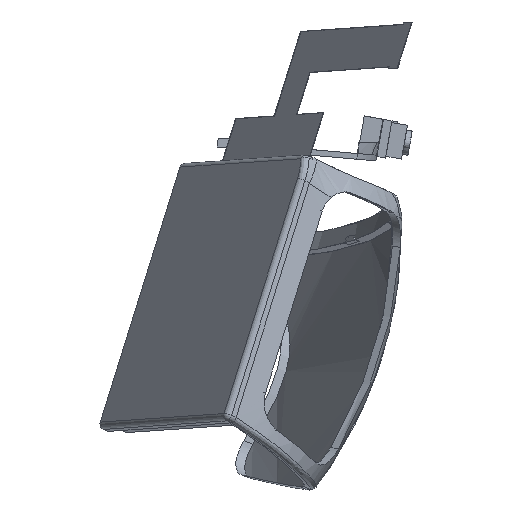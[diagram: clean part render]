
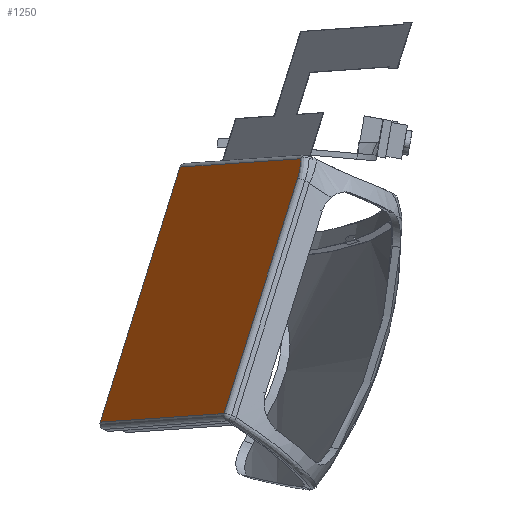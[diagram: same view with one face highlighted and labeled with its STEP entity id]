
A CAD part, left-side view. The second image highlights one B-rep face of the part: STEP entity #1250.
In plain terms, the highlighted planar face has unit normal (-0.453, 0.818, 0.354).
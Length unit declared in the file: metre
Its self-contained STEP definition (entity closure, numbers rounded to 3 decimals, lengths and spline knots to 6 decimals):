
#1250 = ADVANCED_FACE( '', ( #2195 ), #2196, .T. );
#2195 = FACE_OUTER_BOUND( '', #15369, .T. );
#2196 = PLANE( '', #15370 );
#15369 = EDGE_LOOP( '', ( #30357, #30358, #30359, #30360, #30361 ) );
#15370 = AXIS2_PLACEMENT_3D( '', #30362, #30363, #30364 );
#30357 = ORIENTED_EDGE( '', *, *, #31769, .T. );
#30358 = ORIENTED_EDGE( '', *, *, #31773, .F. );
#30359 = ORIENTED_EDGE( '', *, *, #31774, .F. );
#30360 = ORIENTED_EDGE( '', *, *, #31775, .F. );
#30361 = ORIENTED_EDGE( '', *, *, #31776, .F. );
#30362 = CARTESIAN_POINT( '', ( -0.07648, -0.051076, -0.003667 ) );
#30363 = DIRECTION( '', ( -0.453, 0.818, 0.354 ) );
#30364 = DIRECTION( '', ( 0.892, 0.416, 0.18 ) );
#31769 = EDGE_CURVE( '', #34250, #34248, #34251, .T. );
#31773 = EDGE_CURVE( '', #34256, #34248, #34257, .F. );
#31774 = EDGE_CURVE( '', #34258, #34256, #34259, .T. );
#31775 = EDGE_CURVE( '', #34260, #34258, #34261, .T. );
#31776 = EDGE_CURVE( '', #34250, #34260, #34262, .F. );
#34248 = VERTEX_POINT( '', #38124 );
#34250 = VERTEX_POINT( '', #38126 );
#34251 = LINE( '', #38127, #38128 );
#34256 = VERTEX_POINT( '', #38149 );
#34257 = LINE( '', #38150, #38151 );
#34258 = VERTEX_POINT( '', #38152 );
#34259 = LINE( '', #38153, #38154 );
#34260 = VERTEX_POINT( '', #38155 );
#34261 = B_SPLINE_CURVE_WITH_KNOTS( '', 3, ( #38156, #38157, #38158, #38159, #38160, #38161, #38162, #38163, #38164, #38165, #38166, #38167, #38168, #38169, #38170, #38171, #38172 ), .UNSPECIFIED., .F., .F., ( 4, 1, 1, 2, 2, 1, 1, 2, 1, 1, 1, 4 ), ( 0., 0.000748, 0.001497, 0.002245, 0.002338, 0.002432, 0.002619, 0.002993, 0.003741, 0.00449, 0.005238, 0.005986 ), .UNSPECIFIED. );
#34262 = LINE( '', #38173, #38174 );
#38124 = CARTESIAN_POINT( '', ( -0.05447, -0.023814, -0.038515 ) );
#38126 = CARTESIAN_POINT( '', ( -0.039805, -0.044862, 0.028866 ) );
#38127 = CARTESIAN_POINT( '', ( -0.047138, -0.034338, -0.004825 ) );
#38128 = VECTOR( '', #39175, 1. );
#38149 = CARTESIAN_POINT( '', ( -0.111852, -0.056546, -0.036251 ) );
#38150 = CARTESIAN_POINT( '', ( -0.083812, -0.040551, -0.037358 ) );
#38151 = VECTOR( '', #39180, 1. );
#38152 = CARTESIAN_POINT( '', ( -0.098342, -0.075937, 0.025824 ) );
#38153 = CARTESIAN_POINT( '', ( -0.112157, -0.056108, -0.037653 ) );
#38154 = VECTOR( '', #39181, 1. );
#38155 = CARTESIAN_POINT( '', ( -0.095792, -0.076799, 0.031075 ) );
#38156 = CARTESIAN_POINT( '', ( -0.095792, -0.076799, 0.031075 ) );
#38157 = CARTESIAN_POINT( '', ( -0.09595, -0.076802, 0.03088 ) );
#38158 = CARTESIAN_POINT( '', ( -0.096253, -0.076798, 0.030483 ) );
#38159 = CARTESIAN_POINT( '', ( -0.096672, -0.076761, 0.029863 ) );
#38160 = CARTESIAN_POINT( '', ( -0.096927, -0.076717, 0.029436 ) );
#38161 = CARTESIAN_POINT( '', ( -0.097063, -0.076687, 0.029191 ) );
#38162 = CARTESIAN_POINT( '', ( -0.097078, -0.076683, 0.029163 ) );
#38163 = CARTESIAN_POINT( '', ( -0.097108, -0.076676, 0.029109 ) );
#38164 = CARTESIAN_POINT( '', ( -0.097153, -0.076665, 0.029027 ) );
#38165 = CARTESIAN_POINT( '', ( -0.097254, -0.076638, 0.028835 ) );
#38166 = CARTESIAN_POINT( '', ( -0.097338, -0.076613, 0.028669 ) );
#38167 = CARTESIAN_POINT( '', ( -0.097498, -0.076558, 0.028337 ) );
#38168 = CARTESIAN_POINT( '', ( -0.097699, -0.076476, 0.027891 ) );
#38169 = CARTESIAN_POINT( '', ( -0.097957, -0.076325, 0.027212 ) );
#38170 = CARTESIAN_POINT( '', ( -0.098174, -0.076147, 0.026524 ) );
#38171 = CARTESIAN_POINT( '', ( -0.098291, -0.07601, 0.026058 ) );
#38172 = CARTESIAN_POINT( '', ( -0.098342, -0.075937, 0.025824 ) );
#38173 = CARTESIAN_POINT( '', ( -0.069147, -0.0616, 0.030024 ) );
#38174 = VECTOR( '', #39182, 1. );
#39175 = DIRECTION( '', ( -0.203, 0.292, -0.935 ) );
#39180 = DIRECTION( '', ( -0.868, -0.495, 0.034 ) );
#39181 = DIRECTION( '', ( -0.203, 0.292, -0.935 ) );
#39182 = DIRECTION( '', ( 0.868, 0.495, -0.034 ) );
